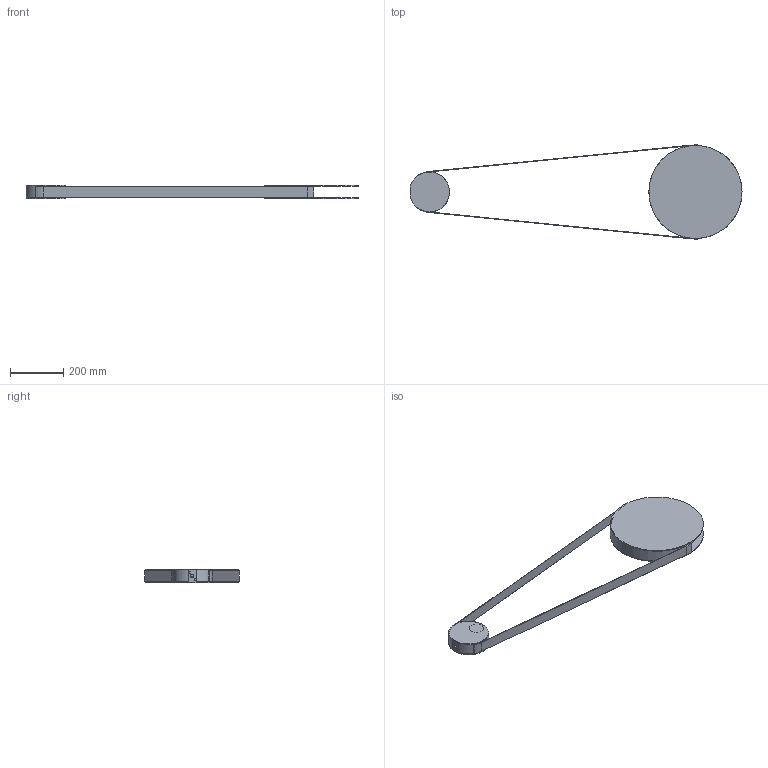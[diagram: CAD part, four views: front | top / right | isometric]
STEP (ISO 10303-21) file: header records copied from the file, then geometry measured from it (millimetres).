
FILE_DESCRIPTION(('STEP AP203'),'2;1');
FILE_NAME('COMPLESSIVO OJO CILING.stp','2024-07-04T10:21:26',(''),(''),'2009.3.110','THINKDESIGN','');
FILE_SCHEMA(('CONFIG_CONTROL_DESIGN'));
Length unit declared in the file: millimetre
Bounding box: 1248.6 x 353.85 x 50 mm (x, y, z)
Volume: 1360067.7 mm3; surface area: 848441.5 mm2
Topology: 21 solids, 21 shells, 453 faces, 1190 edges, 800 vertices
Faces by surface type: plane 273, cylinder 150, bspline 30
Full cylindrical faces by diameter (mm): 2.5 x4, 3 x4, 3.3 x2, 3.623 x3, 4 x8, 4.5 x6, 5.5 x6, 6.5 x3, 8.4 x2, 9 x4, 12 x1, 14 x1, 18 x2, 42 x2, 54 x1, 350 x2
Entity records: 16354 total; most frequent: CARTESIAN_POINT 4873, ORIENTED_EDGE 2360, DIRECTION 2342, EDGE_CURVE 1180, AXIS2_PLACEMENT_3D 808, VERTEX_POINT 800, VECTOR 726, LINE 726
